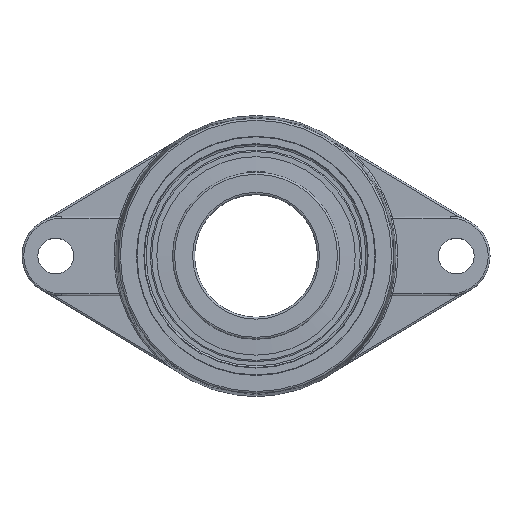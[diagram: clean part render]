
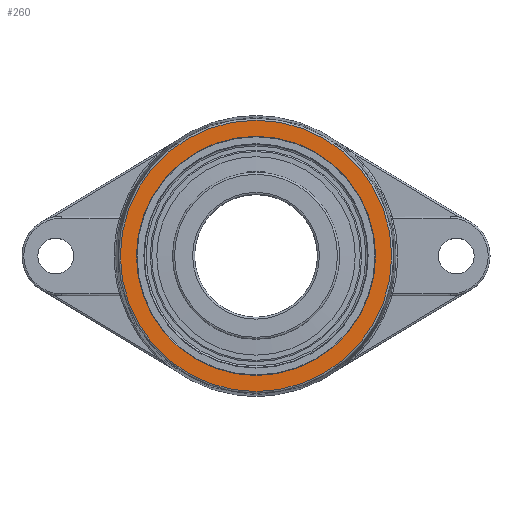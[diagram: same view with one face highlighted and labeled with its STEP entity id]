
A CAD part, top view. The second image highlights one B-rep face of the part: STEP entity #260.
In plain terms, the highlighted planar face has unit normal (0, 0, 1).
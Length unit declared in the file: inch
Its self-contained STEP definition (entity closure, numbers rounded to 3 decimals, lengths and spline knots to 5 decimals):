
#176=CARTESIAN_POINT('',(2.37402,-0.,1.9685));
#177=VERTEX_POINT('',#176);
#186=CARTESIAN_POINT('',(-0.,-0.,1.9685));
#187=DIRECTION('',(0.,0.,1.));
#188=DIRECTION('',(-1.,0.,0.));
#189=AXIS2_PLACEMENT_3D('',#186,#187,#188);
#190=CIRCLE('',#189,2.37402);
#191=EDGE_CURVE('',#177,#177,#190,.T.);
#232=CARTESIAN_POINT('',(-0.,-0.,1.9685));
#233=DIRECTION('',(0.,0.,1.));
#234=DIRECTION('',(1.,0.,0.));
#235=AXIS2_PLACEMENT_3D('',#232,#233,#234);
#236=PLANE('',#235);
#237=CARTESIAN_POINT('',(-2.69352,0.,1.9685));
#238=VERTEX_POINT('',#237);
#239=CARTESIAN_POINT('',(0.,2.69352,1.9685));
#240=VERTEX_POINT('',#239);
#241=CARTESIAN_POINT('',(0.,0.,1.9685));
#242=DIRECTION('',(-0.,0.,-1.));
#243=DIRECTION('',(-0.,-1.,0.));
#244=AXIS2_PLACEMENT_3D('',#241,#242,#243);
#245=CIRCLE('',#244,2.69352);
#246=EDGE_CURVE('',#238,#240,#245,.T.);
#247=ORIENTED_EDGE('',*,*,#246,.F.);
#248=CARTESIAN_POINT('',(0.,0.,1.9685));
#249=DIRECTION('',(-0.,0.,-1.));
#250=DIRECTION('',(-0.,-1.,0.));
#251=AXIS2_PLACEMENT_3D('',#248,#249,#250);
#252=CIRCLE('',#251,2.69352);
#253=EDGE_CURVE('',#240,#238,#252,.T.);
#254=ORIENTED_EDGE('',*,*,#253,.F.);
#255=EDGE_LOOP('',(#247,#254));
#256=FACE_BOUND('',#255,.T.);
#257=ORIENTED_EDGE('',*,*,#191,.F.);
#258=EDGE_LOOP('',(#257));
#259=FACE_BOUND('',#258,.T.);
#260=ADVANCED_FACE('',(#256,#259),#236,.T.);
